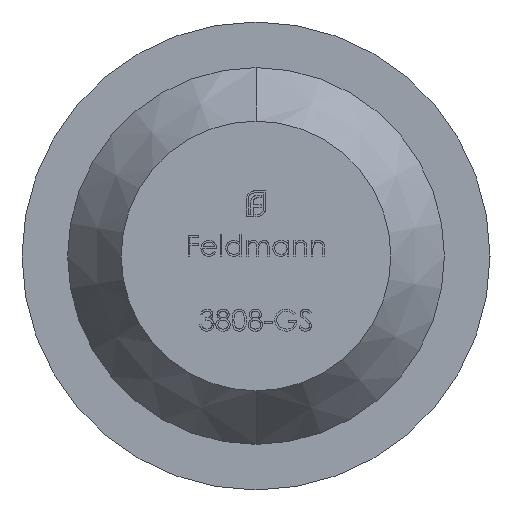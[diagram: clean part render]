
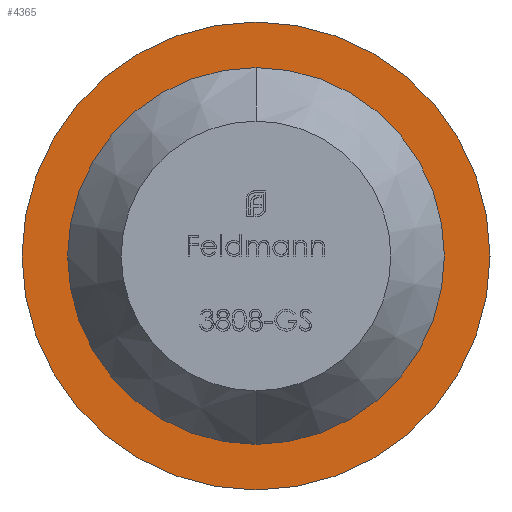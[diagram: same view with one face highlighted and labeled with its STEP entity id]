
A CAD part, front view. The second image highlights one B-rep face of the part: STEP entity #4365.
In plain terms, the highlighted planar face has unit normal (0, -1, 0).
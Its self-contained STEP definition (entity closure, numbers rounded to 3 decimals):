
#1037 = CARTESIAN_POINT ( 'NONE',  ( 0., 6., 0. ) ) ;
#1202 = CARTESIAN_POINT ( 'NONE',  ( 0., 6., 5.9 ) ) ;
#2115 = DIRECTION ( 'NONE',  ( 0., 0., -1. ) ) ;
#2367 = DIRECTION ( 'NONE',  ( 0., -1., 0. ) ) ;
#2403 = CARTESIAN_POINT ( 'NONE',  ( 0., 6., -5.9 ) ) ;
#3075 = CARTESIAN_POINT ( 'NONE',  ( 0., 6., -3. ) ) ;
#3188 = EDGE_CURVE ( 'NONE', #13883, #9261, #3837, .T. ) ;
#3562 = VERTEX_POINT ( 'NONE', #3075 ) ;
#3592 = DIRECTION ( 'NONE',  ( 0., 0., -1. ) ) ;
#3803 = CIRCLE ( 'NONE', #13211, 3. ) ;
#3837 = CIRCLE ( 'NONE', #9014, 5.9 ) ;
#3999 = FACE_BOUND ( 'NONE', #11600, .T. ) ;
#4365 = ADVANCED_FACE ( 'NONE', ( #10113, #3999 ), #5823, .T. ) ;
#4514 = CARTESIAN_POINT ( 'NONE',  ( 5.9, 6., 0. ) ) ;
#5597 = EDGE_CURVE ( 'NONE', #9261, #13883, #13415, .T. ) ;
#5660 = CIRCLE ( 'NONE', #15141, 3. ) ;
#5703 = EDGE_LOOP ( 'NONE', ( #12763, #11365 ) ) ;
#5823 = PLANE ( 'NONE',  #14236 ) ;
#7124 = DIRECTION ( 'NONE',  ( 0., -1., 0. ) ) ;
#8352 = EDGE_CURVE ( 'NONE', #3562, #13428, #3803, .T. ) ;
#8884 = AXIS2_PLACEMENT_3D ( 'NONE', #9111, #11853, #2115 ) ;
#9014 = AXIS2_PLACEMENT_3D ( 'NONE', #12361, #9774, #14779 ) ;
#9111 = CARTESIAN_POINT ( 'NONE',  ( 0., 6., 0. ) ) ;
#9261 = VERTEX_POINT ( 'NONE', #1202 ) ;
#9568 = DIRECTION ( 'NONE',  ( 0., 0., -1. ) ) ;
#9691 = CARTESIAN_POINT ( 'NONE',  ( 0., 6., 0. ) ) ;
#9774 = DIRECTION ( 'NONE',  ( 0., -1., 0. ) ) ;
#10113 = FACE_OUTER_BOUND ( 'NONE', #5703, .T. ) ;
#10761 = ORIENTED_EDGE ( 'NONE', *, *, #8352, .F. ) ;
#11365 = ORIENTED_EDGE ( 'NONE', *, *, #5597, .T. ) ;
#11600 = EDGE_LOOP ( 'NONE', ( #10761, #12671 ) ) ;
#11853 = DIRECTION ( 'NONE',  ( 0., -1., 0. ) ) ;
#12361 = CARTESIAN_POINT ( 'NONE',  ( 0., 6., 0. ) ) ;
#12671 = ORIENTED_EDGE ( 'NONE', *, *, #13822, .F. ) ;
#12763 = ORIENTED_EDGE ( 'NONE', *, *, #3188, .T. ) ;
#13211 = AXIS2_PLACEMENT_3D ( 'NONE', #9691, #2367, #3592 ) ;
#13415 = CIRCLE ( 'NONE', #8884, 5.9 ) ;
#13428 = VERTEX_POINT ( 'NONE', #15679 ) ;
#13822 = EDGE_CURVE ( 'NONE', #13428, #3562, #5660, .T. ) ;
#13883 = VERTEX_POINT ( 'NONE', #2403 ) ;
#14236 = AXIS2_PLACEMENT_3D ( 'NONE', #4514, #15522, #15416 ) ;
#14779 = DIRECTION ( 'NONE',  ( 0., 0., -1. ) ) ;
#15141 = AXIS2_PLACEMENT_3D ( 'NONE', #1037, #7124, #9568 ) ;
#15416 = DIRECTION ( 'NONE',  ( 0., 0., -1. ) ) ;
#15522 = DIRECTION ( 'NONE',  ( 0., -1., 0. ) ) ;
#15679 = CARTESIAN_POINT ( 'NONE',  ( 0., 6., 3. ) ) ;
